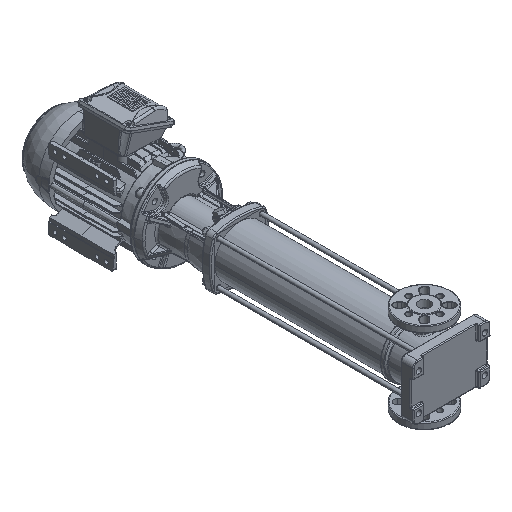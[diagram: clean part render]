
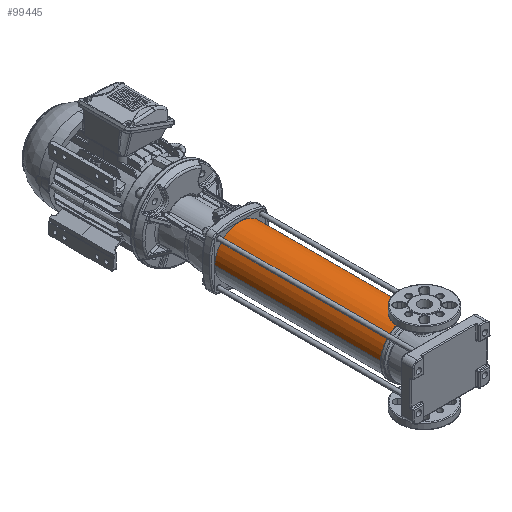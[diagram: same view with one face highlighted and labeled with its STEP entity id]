
A CAD part, isometric view. The second image highlights one B-rep face of the part: STEP entity #99445.
In plain terms, the highlighted cylindrical face has radius 68.75 mm (diameter 137.5 mm), a partial arc.
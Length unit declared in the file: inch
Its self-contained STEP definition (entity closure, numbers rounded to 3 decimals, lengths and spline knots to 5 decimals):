
#2222 = EDGE_CURVE ( 'NONE', #53791, #63140, #104189, .T. ) ;
#6356 = FACE_OUTER_BOUND ( 'NONE', #121593, .T. ) ;
#7517 = CARTESIAN_POINT ( 'NONE',  ( 0., 1.85827, 2.70669 ) ) ;
#12428 = CARTESIAN_POINT ( 'NONE',  ( 0., 19.78346, 0. ) ) ;
#12882 = LINE ( 'NONE', #61073, #114942 ) ;
#13979 = DIRECTION ( 'NONE',  ( 0., 1., 0. ) ) ;
#17220 = ORIENTED_EDGE ( 'NONE', *, *, #2222, .F. ) ;
#18476 = DIRECTION ( 'NONE',  ( 0., 0., 1. ) ) ;
#25577 = ORIENTED_EDGE ( 'NONE', *, *, #77477, .T. ) ;
#28568 = CARTESIAN_POINT ( 'NONE',  ( 0., 19.78346, -2.70669 ) ) ;
#34339 = VECTOR ( 'NONE', #35211, 39.37008 ) ;
#35211 = DIRECTION ( 'NONE',  ( 0., 1., 0. ) ) ;
#42660 = DIRECTION ( 'NONE',  ( 0., 0., 1. ) ) ;
#53791 = VERTEX_POINT ( 'NONE', #28568 ) ;
#54512 = CYLINDRICAL_SURFACE ( 'NONE', #114946, 2.70669 ) ;
#61073 = CARTESIAN_POINT ( 'NONE',  ( 0., 1.54331, 2.70669 ) ) ;
#63140 = VERTEX_POINT ( 'NONE', #146322 ) ;
#70888 = CIRCLE ( 'NONE', #128787, 2.70669 ) ;
#77477 = EDGE_CURVE ( 'NONE', #149210, #63140, #12882, .T. ) ;
#78239 = EDGE_CURVE ( 'NONE', #125965, #53791, #95275, .T. ) ;
#79014 = DIRECTION ( 'NONE',  ( 0., 1., 0. ) ) ;
#84207 = CARTESIAN_POINT ( 'NONE',  ( 0., 1.54331, -2.70669 ) ) ;
#87644 = EDGE_CURVE ( 'NONE', #149210, #125965, #70888, .T. ) ;
#95275 = LINE ( 'NONE', #84207, #34339 ) ;
#96177 = DIRECTION ( 'NONE',  ( 0., 0., -1. ) ) ;
#99445 = ADVANCED_FACE ( 'NONE', ( #6356 ), #54512, .T. ) ;
#100478 = DIRECTION ( 'NONE',  ( 0., 1., 0. ) ) ;
#102693 = CARTESIAN_POINT ( 'NONE',  ( 0., 1.54331, 0. ) ) ;
#104189 = CIRCLE ( 'NONE', #121849, 2.70669 ) ;
#107180 = CARTESIAN_POINT ( 'NONE',  ( 0., 1.85827, -2.70669 ) ) ;
#114942 = VECTOR ( 'NONE', #100478, 39.37008 ) ;
#114946 = AXIS2_PLACEMENT_3D ( 'NONE', #102693, #79014, #42660 ) ;
#121593 = EDGE_LOOP ( 'NONE', ( #123184, #127294, #25577, #17220 ) ) ;
#121849 = AXIS2_PLACEMENT_3D ( 'NONE', #12428, #13979, #96177 ) ;
#123184 = ORIENTED_EDGE ( 'NONE', *, *, #78239, .F. ) ;
#125965 = VERTEX_POINT ( 'NONE', #107180 ) ;
#126654 = CARTESIAN_POINT ( 'NONE',  ( 0., 1.85827, 0. ) ) ;
#127294 = ORIENTED_EDGE ( 'NONE', *, *, #87644, .F. ) ;
#128787 = AXIS2_PLACEMENT_3D ( 'NONE', #126654, #151913, #18476 ) ;
#146322 = CARTESIAN_POINT ( 'NONE',  ( 0., 19.78346, 2.70669 ) ) ;
#149210 = VERTEX_POINT ( 'NONE', #7517 ) ;
#151913 = DIRECTION ( 'NONE',  ( 0., -1., 0. ) ) ;
